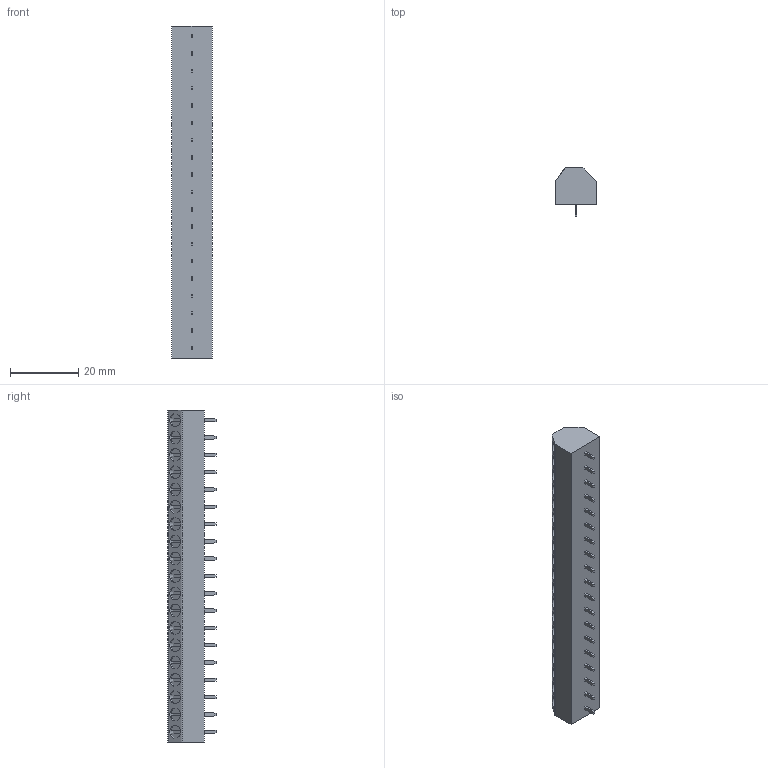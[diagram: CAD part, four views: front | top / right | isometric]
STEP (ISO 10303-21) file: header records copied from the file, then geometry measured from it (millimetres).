
FILE_DESCRIPTION((''),'2;1');
FILE_NAME('PRT0005','2024-10-19T',('sj'),(''),'PRO/ENGINEER BY PARAMETRIC TECHNOLOGY CORPORATION, 2013240','PRO/ENGINEER BY PARAMETRIC TECHNOLOGY CORPORATION, 2013240','');
FILE_SCHEMA(('AUTOMOTIVE_DESIGN_CC2 { 1 2 10303 214 -1 1 5 2 }'));
Length unit declared in the file: millimetre
Products named in the file (1): PRT0005
Bounding box: 12 x 14.3 x 97.44 mm (x, y, z)
Volume: 10657.7 mm3; surface area: 5035.1 mm2
Topology: 1 solids, 1 shells, 430 faces, 1113 edges, 742 vertices
Faces by surface type: plane 388, cylinder 42
Entity records: 13017 total; most frequent: CARTESIAN_POINT 2285, ORIENTED_EDGE 2226, DIRECTION 2133, EDGE_CURVE 1113, VECTOR 953, LINE 953, VERTEX_POINT 742, AXIS2_PLACEMENT_3D 590
